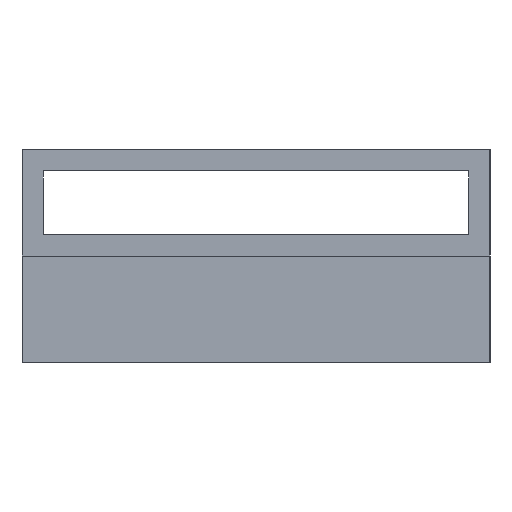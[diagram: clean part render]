
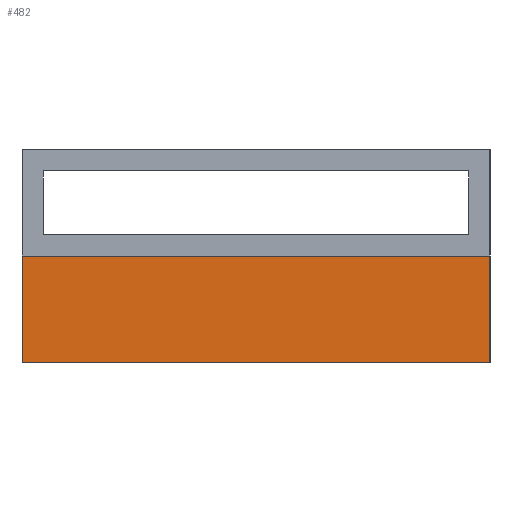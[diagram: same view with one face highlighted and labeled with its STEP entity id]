
A CAD part, left-side view. The second image highlights one B-rep face of the part: STEP entity #482.
In plain terms, the highlighted planar face has unit normal (-1, 0, 0).
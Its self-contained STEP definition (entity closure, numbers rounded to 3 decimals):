
#38=FACE_OUTER_BOUND('',#62,.T.);
#62=EDGE_LOOP('',(#355,#356,#357,#358));
#110=LINE('',#717,#172);
#111=LINE('',#719,#173);
#112=LINE('',#721,#174);
#113=LINE('',#722,#175);
#172=VECTOR('',#590,10.);
#173=VECTOR('',#591,10.);
#174=VECTOR('',#592,10.);
#175=VECTOR('',#593,10.);
#227=VERTEX_POINT('',#715);
#228=VERTEX_POINT('',#716);
#229=VERTEX_POINT('',#718);
#230=VERTEX_POINT('',#720);
#280=EDGE_CURVE('',#227,#228,#110,.T.);
#281=EDGE_CURVE('',#228,#229,#111,.T.);
#282=EDGE_CURVE('',#230,#229,#112,.T.);
#283=EDGE_CURVE('',#227,#230,#113,.T.);
#355=ORIENTED_EDGE('',*,*,#280,.T.);
#356=ORIENTED_EDGE('',*,*,#281,.T.);
#357=ORIENTED_EDGE('',*,*,#282,.F.);
#358=ORIENTED_EDGE('',*,*,#283,.F.);
#459=PLANE('',#522);
#482=ADVANCED_FACE('',(#38),#459,.T.);
#522=AXIS2_PLACEMENT_3D('',#714,#588,#589);
#588=DIRECTION('center_axis',(-1.,0.,0.));
#589=DIRECTION('ref_axis',(0.,-1.,0.));
#590=DIRECTION('',(0.,-1.,0.));
#591=DIRECTION('',(0.,0.,1.));
#592=DIRECTION('',(0.,-1.,0.));
#593=DIRECTION('',(0.,0.,1.));
#714=CARTESIAN_POINT('Origin',(-58.,11.,0.));
#715=CARTESIAN_POINT('',(-58.,11.,0.));
#716=CARTESIAN_POINT('',(-58.,-11.,0.));
#717=CARTESIAN_POINT('',(-58.,11.,0.));
#718=CARTESIAN_POINT('',(-58.,-11.,5.));
#719=CARTESIAN_POINT('',(-58.,-11.,0.));
#720=CARTESIAN_POINT('',(-58.,11.,5.));
#721=CARTESIAN_POINT('',(-58.,11.,5.));
#722=CARTESIAN_POINT('',(-58.,11.,0.));
